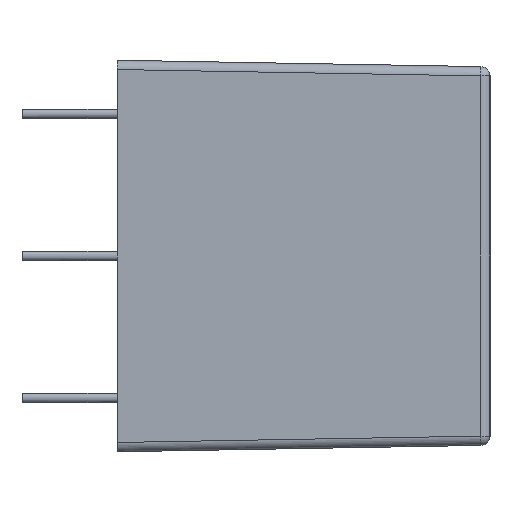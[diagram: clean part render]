
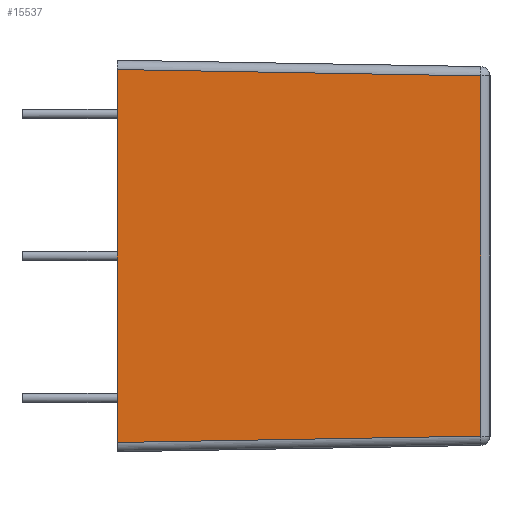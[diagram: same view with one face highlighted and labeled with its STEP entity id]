
A CAD part, left-side view. The second image highlights one B-rep face of the part: STEP entity #15537.
In plain terms, the highlighted planar face has unit normal (-1, -0.018, 0).
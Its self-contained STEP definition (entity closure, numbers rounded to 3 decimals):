
#154 = DIRECTION ( 'NONE',  ( 0.017, -1., 0.017 ) ) ;
#253 = LINE ( 'NONE', #8238, #19531 ) ;
#482 = FACE_OUTER_BOUND ( 'NONE', #19196, .T. ) ;
#972 = ORIENTED_EDGE ( 'NONE', *, *, #7786, .T. ) ;
#1307 = VERTEX_POINT ( 'NONE', #18519 ) ;
#2650 = ORIENTED_EDGE ( 'NONE', *, *, #19176, .T. ) ;
#3810 = ORIENTED_EDGE ( 'NONE', *, *, #5207, .F. ) ;
#4984 = CARTESIAN_POINT ( 'NONE',  ( -20.55, 0., 10. ) ) ;
#5207 = EDGE_CURVE ( 'NONE', #1307, #19793, #14202, .T. ) ;
#5307 = VERTEX_POINT ( 'NONE', #20561 ) ;
#5483 = PLANE ( 'NONE',  #14734 ) ;
#6285 = EDGE_CURVE ( 'NONE', #5307, #19793, #10249, .T. ) ;
#7207 = LINE ( 'NONE', #13516, #13131 ) ;
#7415 = DIRECTION ( 'NONE',  ( 0., 0., 1. ) ) ;
#7786 = EDGE_CURVE ( 'NONE', #16614, #5307, #7207, .T. ) ;
#7943 = ORIENTED_EDGE ( 'NONE', *, *, #6285, .T. ) ;
#8238 = CARTESIAN_POINT ( 'NONE',  ( -20.544, -0.358, -9.994 ) ) ;
#8660 = DIRECTION ( 'NONE',  ( -0.017, 1., 0.017 ) ) ;
#9926 = CARTESIAN_POINT ( 'NONE',  ( -20.209, -19.509, -9.66 ) ) ;
#10249 = LINE ( 'NONE', #11700, #20160 ) ;
#11700 = CARTESIAN_POINT ( 'NONE',  ( -20.55, 0.009, 10. ) ) ;
#11714 = DIRECTION ( 'NONE',  ( 0.017, -1., 0. ) ) ;
#13131 = VECTOR ( 'NONE', #7415, 1000. ) ;
#13297 = DIRECTION ( 'NONE',  ( -1., -0.017, 0. ) ) ;
#13516 = CARTESIAN_POINT ( 'NONE',  ( -20.209, -19.509, 10.5 ) ) ;
#14202 = LINE ( 'NONE', #17764, #17600 ) ;
#14734 = AXIS2_PLACEMENT_3D ( 'NONE', #16545, #13297, #11714 ) ;
#15537 = ADVANCED_FACE ( 'NONE', ( #482 ), #5483, .T. ) ;
#16545 = CARTESIAN_POINT ( 'NONE',  ( -20.55, 0., 10.5 ) ) ;
#16614 = VERTEX_POINT ( 'NONE', #9926 ) ;
#17600 = VECTOR ( 'NONE', #20612, 1000. ) ;
#17764 = CARTESIAN_POINT ( 'NONE',  ( -20.55, 0., 10.5 ) ) ;
#18519 = CARTESIAN_POINT ( 'NONE',  ( -20.55, 0., -10. ) ) ;
#19176 = EDGE_CURVE ( 'NONE', #1307, #16614, #253, .T. ) ;
#19196 = EDGE_LOOP ( 'NONE', ( #972, #7943, #3810, #2650 ) ) ;
#19531 = VECTOR ( 'NONE', #154, 1000. ) ;
#19793 = VERTEX_POINT ( 'NONE', #4984 ) ;
#20160 = VECTOR ( 'NONE', #8660, 1000. ) ;
#20561 = CARTESIAN_POINT ( 'NONE',  ( -20.209, -19.509, 9.66 ) ) ;
#20612 = DIRECTION ( 'NONE',  ( 0., 0., 1. ) ) ;
